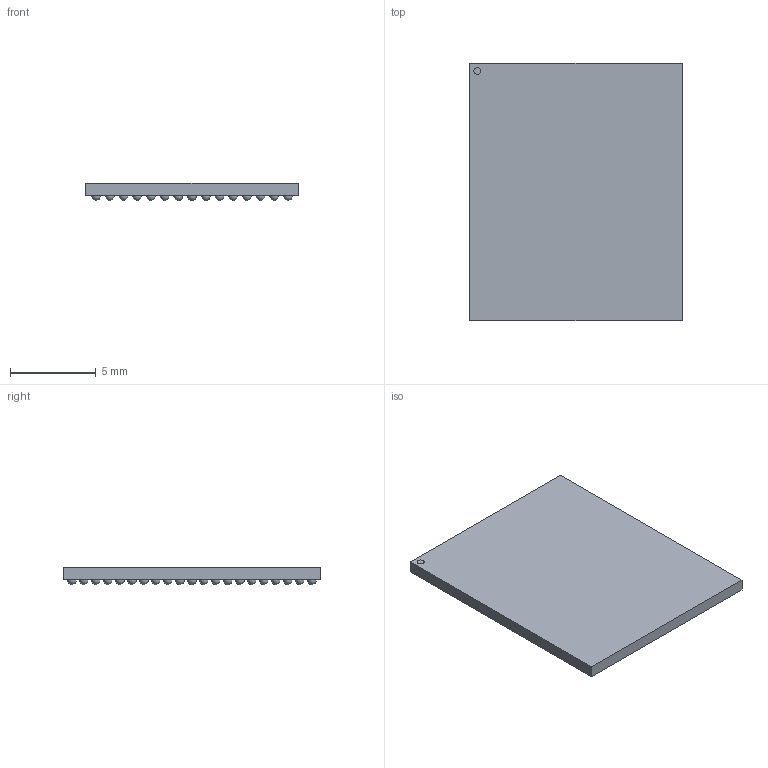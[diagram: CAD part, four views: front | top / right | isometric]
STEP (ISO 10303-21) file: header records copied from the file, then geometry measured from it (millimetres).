
FILE_DESCRIPTION(/* description */ ('model of BGA-315_12.4x15mm_Layout15x21_P0.7x0.8mm'),/* implementation_level */ '2;1');
FILE_NAME(/* name */ 'BGA-315_12.4x15mm_Layout15x21_P0.7x0.8mm.step',/* time_stamp */ '2023-12-12T13:52:09',/* author */ ('KiCAD','kicad'),/* organization */ ('OCCT'),/* preprocessor_version */ '',/* originating_system */ 'KiCAD',/* authorisation */ '');
FILE_SCHEMA(('AUTOMOTIVE_DESIGN { 1 0 10303 214 1 1 1 1 }'));
Length unit declared in the file: millimetre
Products named in the file (1): BGA-315_12.4x15mm_Layout15x21_P0.7x0.8mm
Bounding box: 12.4 x 15 x 1.01 mm (x, y, z)
Volume: 135 mm3; surface area: 430.4 mm2
Topology: 1 solids, 1 shells, 75 faces, 217 edges, 145 vertices
Faces by surface type: sphere 68, plane 7
Entity records: 2905 total; most frequent: DIRECTION 438, CARTESIAN_POINT 370, ORIENTED_EDGE 298, AXIS2_PLACEMENT_3D 213, EDGE_CURVE 149, VERTEX_POINT 145, FACE_BOUND 144, EDGE_LOOP 144
